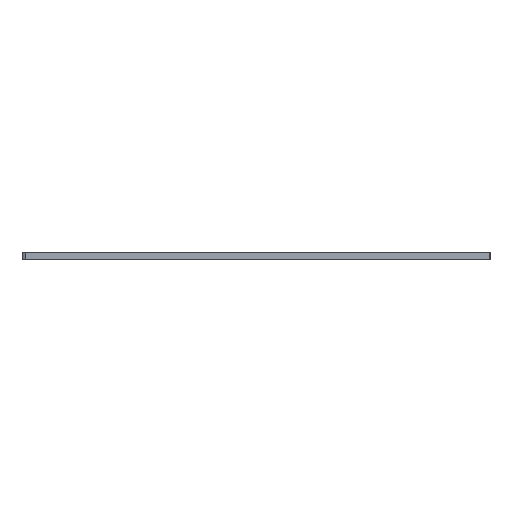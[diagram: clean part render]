
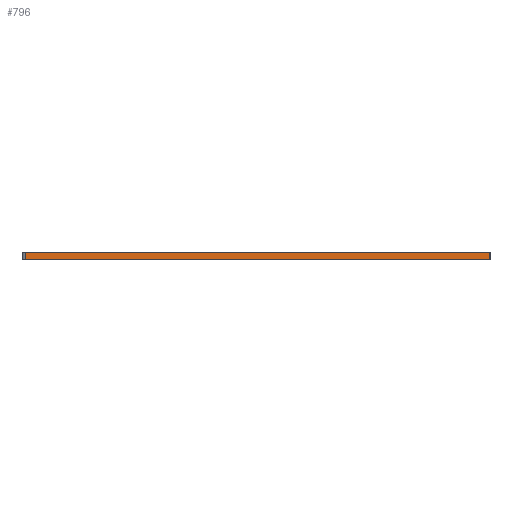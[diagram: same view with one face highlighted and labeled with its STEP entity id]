
A CAD part, left-side view. The second image highlights one B-rep face of the part: STEP entity #796.
In plain terms, the highlighted planar face has unit normal (-1, 0, 0).
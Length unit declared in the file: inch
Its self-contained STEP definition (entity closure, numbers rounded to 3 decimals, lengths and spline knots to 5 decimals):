
#59=FACE_OUTER_BOUND('',#110,.T.);
#110=EDGE_LOOP('',(#582,#583,#584,#585));
#207=LINE('',#1190,#278);
#222=LINE('',#1266,#293);
#223=LINE('',#1268,#294);
#224=LINE('',#1269,#295);
#278=VECTOR('',#942,0.3937);
#293=VECTOR('',#1005,0.3937);
#294=VECTOR('',#1006,0.3937);
#295=VECTOR('',#1007,0.3937);
#349=VERTEX_POINT('',#1187);
#350=VERTEX_POINT('',#1189);
#387=VERTEX_POINT('',#1265);
#388=VERTEX_POINT('',#1267);
#427=EDGE_CURVE('',#349,#350,#207,.T.);
#465=EDGE_CURVE('',#349,#387,#222,.T.);
#466=EDGE_CURVE('',#388,#387,#223,.T.);
#467=EDGE_CURVE('',#350,#388,#224,.T.);
#582=ORIENTED_EDGE('',*,*,#465,.T.);
#583=ORIENTED_EDGE('',*,*,#466,.F.);
#584=ORIENTED_EDGE('',*,*,#467,.F.);
#585=ORIENTED_EDGE('',*,*,#427,.F.);
#778=PLANE('',#874);
#796=ADVANCED_FACE('',(#59),#778,.T.);
#874=AXIS2_PLACEMENT_3D('',#1264,#1003,#1004);
#942=DIRECTION('',(0.,1.,0.));
#1003=DIRECTION('center_axis',(-1.,0.,0.));
#1004=DIRECTION('ref_axis',(0.,1.,0.));
#1005=DIRECTION('',(0.,0.,1.));
#1006=DIRECTION('',(0.,-1.,0.));
#1007=DIRECTION('',(0.,0.,1.));
#1187=CARTESIAN_POINT('',(-12.55906,0.01969,-0.15748));
#1189=CARTESIAN_POINT('',(-12.55906,9.33071,-0.15748));
#1190=CARTESIAN_POINT('',(-12.55906,9.40945,-0.15748));
#1264=CARTESIAN_POINT('Origin',(-12.55906,-8.22835,0.));
#1265=CARTESIAN_POINT('',(-12.55906,0.01969,0.));
#1266=CARTESIAN_POINT('',(-12.55906,0.01969,-0.03937));
#1267=CARTESIAN_POINT('',(-12.55906,9.33071,0.));
#1268=CARTESIAN_POINT('',(-12.55906,9.40945,0.));
#1269=CARTESIAN_POINT('',(-12.55906,9.33071,0.));
